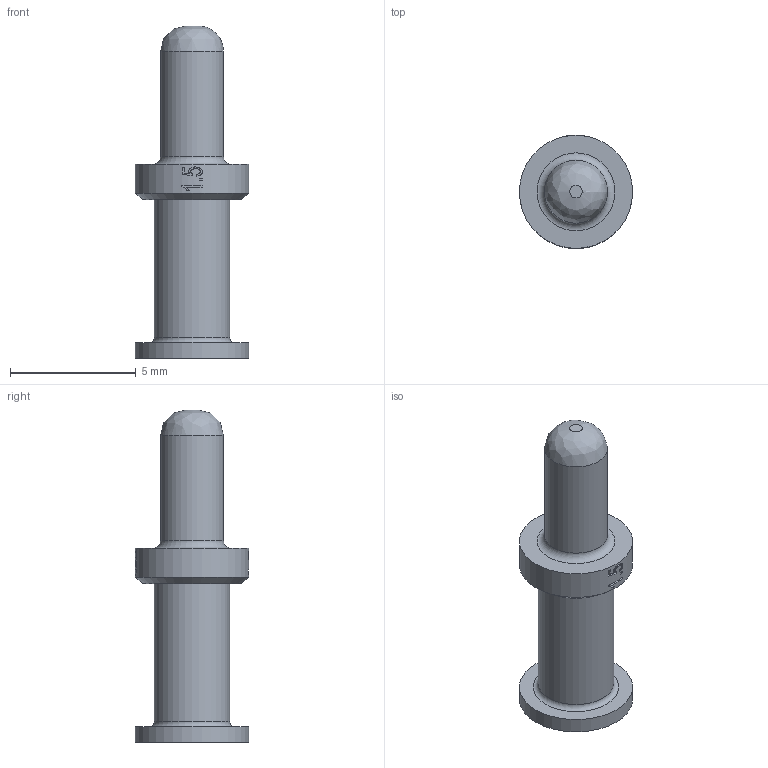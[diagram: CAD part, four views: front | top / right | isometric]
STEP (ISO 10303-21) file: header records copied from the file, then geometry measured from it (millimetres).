
FILE_DESCRIPTION(/* description */ (''),/* implementation_level */ '2;1');
FILE_NAME(/* name */ '100188318ugm000_b.stp',/* time_stamp */ '2015-01-30T09:01:04+01:00',/* author */ (''),/* organization */ (''),/* preprocessor_version */ 'ST-DEVELOPER v15',/* originating_system */ 'SIEMENS PLM Software NX 8.5',/* authorisation */ '');
FILE_SCHEMA (('AUTOMOTIVE_DESIGN { 1 0 10303 214 3 1 1 1 }'));
Length unit declared in the file: millimetre
Products named in the file (1): 100188318ugm000_b
Bounding box: 4.5 x 4.5 x 13.2 mm (x, y, z)
Volume: 80.9 mm3; surface area: 200 mm2
Topology: 1 solids, 1 shells, 44 faces, 117 edges, 98 vertices
Faces by surface type: plane 24, cylinder 9, extrusion 5, torus 3, cone 2, bspline 1
Full cylindrical faces by diameter (mm): 1.75 x1, 2.5 x1, 3 x1, 4.5 x2
Entity records: 2012 total; most frequent: CARTESIAN_POINT 613, DIRECTION 188, ORIENTED_EDGE 182, EDGE_CURVE 91, VERTEX_POINT 71, AXIS2_PLACEMENT_3D 71, EDGE_LOOP 65, PRESENTATION_STYLE_ASSIGNMENT 59
